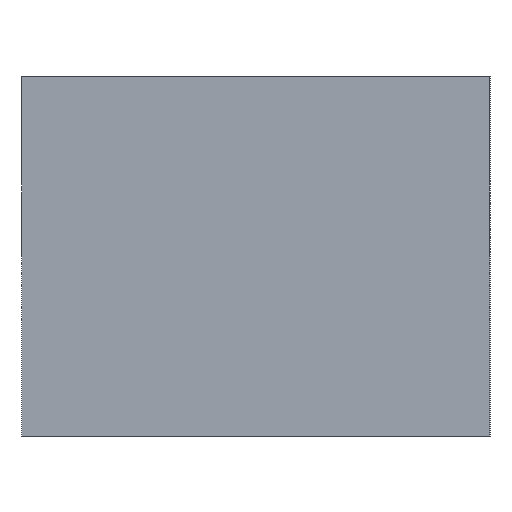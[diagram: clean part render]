
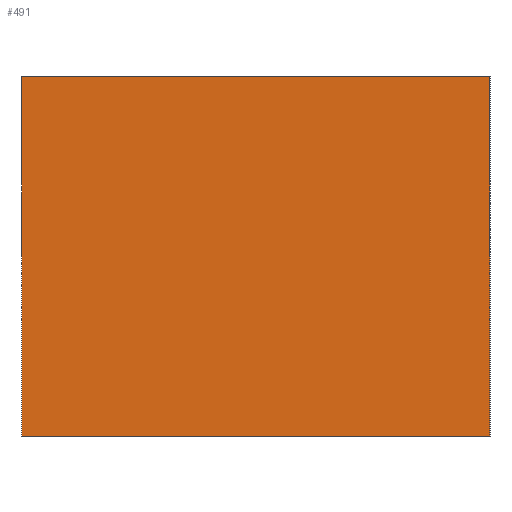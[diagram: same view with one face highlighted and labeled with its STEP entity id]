
A CAD part, left-side view. The second image highlights one B-rep face of the part: STEP entity #491.
In plain terms, the highlighted planar face has unit normal (-1, 0, 0).
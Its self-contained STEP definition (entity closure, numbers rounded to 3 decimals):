
#234 = LINE ( 'NONE', #1438, #797 ) ;
#247 = LINE ( 'NONE', #596, #2130 ) ;
#280 = DIRECTION ( 'NONE',  ( 1., 0., 0. ) ) ;
#385 = EDGE_CURVE ( 'NONE', #907, #1515, #247, .T. ) ;
#491 = ADVANCED_FACE ( 'NONE', ( #1318 ), #1898, .F. ) ;
#492 = AXIS2_PLACEMENT_3D ( 'NONE', #1193, #280, #1744 ) ;
#549 = CARTESIAN_POINT ( 'NONE',  ( -2., -6., 20. ) ) ;
#572 = DIRECTION ( 'NONE',  ( 0., 1., 0. ) ) ;
#596 = CARTESIAN_POINT ( 'NONE',  ( -2., 0., 0. ) ) ;
#597 = ORIENTED_EDGE ( 'NONE', *, *, #774, .T. ) ;
#674 = VECTOR ( 'NONE', #2358, 1000. ) ;
#774 = EDGE_CURVE ( 'NONE', #1629, #1894, #1687, .T. ) ;
#781 = DIRECTION ( 'NONE',  ( 0., -1., 0. ) ) ;
#787 = ORIENTED_EDGE ( 'NONE', *, *, #385, .T. ) ;
#797 = VECTOR ( 'NONE', #2148, 1000. ) ;
#853 = EDGE_LOOP ( 'NONE', ( #787, #2064, #597, #939 ) ) ;
#907 = VERTEX_POINT ( 'NONE', #1169 ) ;
#939 = ORIENTED_EDGE ( 'NONE', *, *, #1208, .T. ) ;
#1163 = LINE ( 'NONE', #549, #674 ) ;
#1169 = CARTESIAN_POINT ( 'NONE',  ( -2., 20., 0. ) ) ;
#1193 = CARTESIAN_POINT ( 'NONE',  ( -2., 0., 0. ) ) ;
#1208 = EDGE_CURVE ( 'NONE', #1894, #907, #234, .T. ) ;
#1266 = CARTESIAN_POINT ( 'NONE',  ( -2., -6., 0. ) ) ;
#1318 = FACE_OUTER_BOUND ( 'NONE', #853, .T. ) ;
#1372 = EDGE_CURVE ( 'NONE', #1629, #1515, #1163, .T. ) ;
#1438 = CARTESIAN_POINT ( 'NONE',  ( -2., 20., 0. ) ) ;
#1515 = VERTEX_POINT ( 'NONE', #1266 ) ;
#1516 = CARTESIAN_POINT ( 'NONE',  ( -2., 0., 20. ) ) ;
#1629 = VERTEX_POINT ( 'NONE', #1665 ) ;
#1665 = CARTESIAN_POINT ( 'NONE',  ( -2., -6., 20. ) ) ;
#1687 = LINE ( 'NONE', #1516, #2063 ) ;
#1714 = CARTESIAN_POINT ( 'NONE',  ( -2., 20., 20. ) ) ;
#1744 = DIRECTION ( 'NONE',  ( 0., 0., -1. ) ) ;
#1894 = VERTEX_POINT ( 'NONE', #1714 ) ;
#1898 = PLANE ( 'NONE',  #492 ) ;
#2063 = VECTOR ( 'NONE', #572, 1000. ) ;
#2064 = ORIENTED_EDGE ( 'NONE', *, *, #1372, .F. ) ;
#2130 = VECTOR ( 'NONE', #781, 1000. ) ;
#2148 = DIRECTION ( 'NONE',  ( 0., 0., -1. ) ) ;
#2358 = DIRECTION ( 'NONE',  ( 0., 0., -1. ) ) ;
